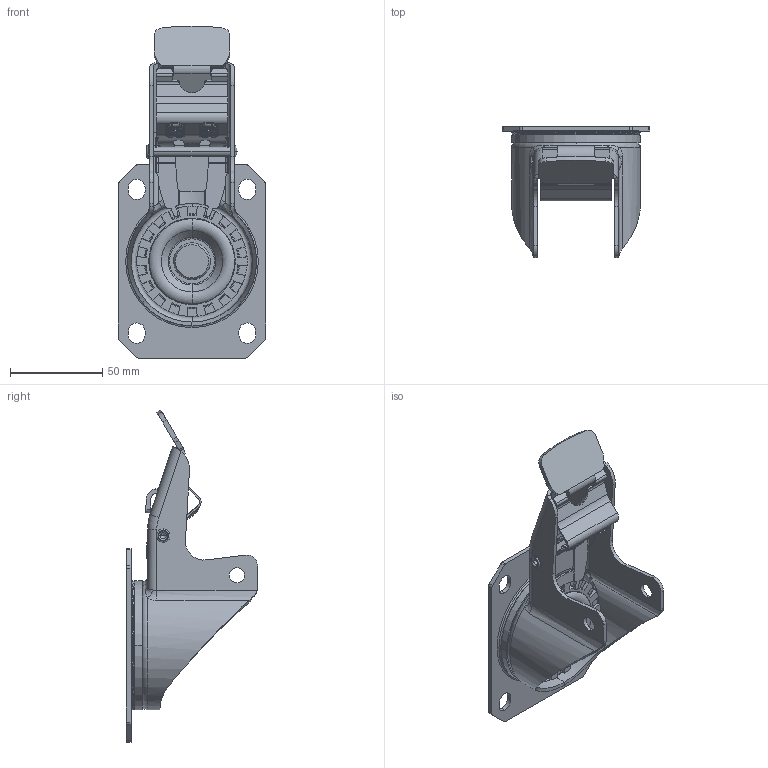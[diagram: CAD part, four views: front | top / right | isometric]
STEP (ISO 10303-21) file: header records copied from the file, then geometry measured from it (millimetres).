
FILE_DESCRIPTION (( 'STEP AP214' ), '1' );
FILE_NAME ('0055260.step', '2024-09-13T11:13:03', ( '' ), ( '' ), 'SwSTEP 2.0', 'SolidWorks 2020', '' );
FILE_SCHEMA (( 'AUTOMOTIVE_DESIGN' ));
Length unit declared in the file: millimetre
Products named in the file (1): 0055260
Bounding box: 80 x 71.2 x 180.21 mm (x, y, z)
Volume: 83516.8 mm3; surface area: 70445.7 mm2
Topology: 4 solids, 4 shells, 1086 faces, 2885 edges, 1802 vertices
Faces by surface type: plane 357, cylinder 334, bspline 222, torus 125, cone 44, sphere 4
Entity records: 45300 total; most frequent: CARTESIAN_POINT 19349, ORIENTED_EDGE 5738, DIRECTION 5046, EDGE_CURVE 2869, AXIS2_PLACEMENT_3D 1940, VERTEX_POINT 1802, VECTOR 1166, LINE 1166
